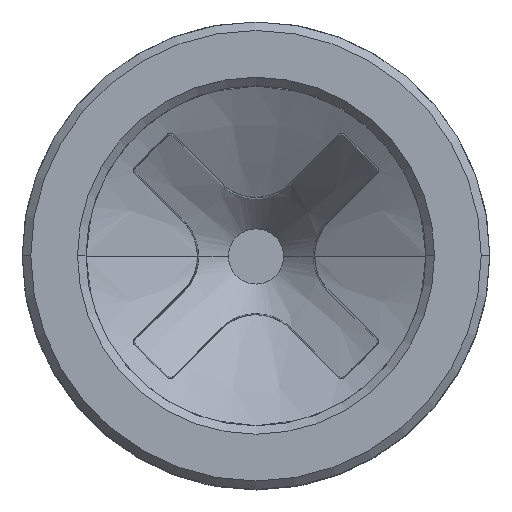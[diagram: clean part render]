
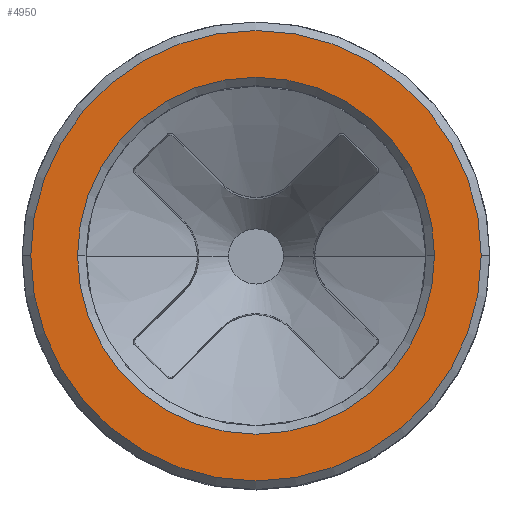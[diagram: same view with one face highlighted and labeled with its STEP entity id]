
A CAD part, top view. The second image highlights one B-rep face of the part: STEP entity #4950.
In plain terms, the highlighted planar face has unit normal (0, 0, 1).
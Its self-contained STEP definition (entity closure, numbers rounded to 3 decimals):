
#974 = CARTESIAN_POINT ( 'NONE',  ( 269.745, 283.969, 0. ) ) ;
#975 = DIRECTION ( 'NONE',  ( 1., 0., 0. ) ) ;
#976 = DIRECTION ( 'NONE',  ( 0., 0., 1. ) ) ;
#977 = CARTESIAN_POINT ( 'NONE',  ( 265.545, 283.969, 0. ) ) ;
#978 = AXIS2_PLACEMENT_3D ( 'NONE', #977, #976, #975 ) ;
#979 = CIRCLE ( 'NONE', #978, 4.2 ) ;
#980 = CARTESIAN_POINT ( 'NONE',  ( 261.345, 283.969, 0. ) ) ;
#4950 = ADVANCED_FACE ( 'NONE', ( #8094, #8093 ), #8030, .F. ) ;
#4951 = EDGE_LOOP ( 'NONE', ( #4952, #4953 ) ) ;
#4952 = ORIENTED_EDGE ( 'NONE', *, *, #5435, .F. ) ;
#4953 = ORIENTED_EDGE ( 'NONE', *, *, #6288, .F. ) ;
#4954 = EDGE_LOOP ( 'NONE', ( #4955, #4956 ) ) ;
#4955 = ORIENTED_EDGE ( 'NONE', *, *, #5887, .F. ) ;
#4956 = ORIENTED_EDGE ( 'NONE', *, *, #4957, .F. ) ;
#4957 = EDGE_CURVE ( 'NONE', #5888, #5978, #8025, .T. ) ;
#5435 = EDGE_CURVE ( 'NONE', #6289, #6286, #9252, .T. ) ;
#5887 = EDGE_CURVE ( 'NONE', #5978, #5888, #11203, .T. ) ;
#5888 = VERTEX_POINT ( 'NONE', #11198 ) ;
#5978 = VERTEX_POINT ( 'NONE', #11501 ) ;
#6286 = VERTEX_POINT ( 'NONE', #980 ) ;
#6288 = EDGE_CURVE ( 'NONE', #6286, #6289, #979, .T. ) ;
#6289 = VERTEX_POINT ( 'NONE', #974 ) ;
#8021 = DIRECTION ( 'NONE',  ( -1., 0., 0. ) ) ;
#8022 = DIRECTION ( 'NONE',  ( 0., 0., -1. ) ) ;
#8023 = CARTESIAN_POINT ( 'NONE',  ( 265.545, 283.969, 0. ) ) ;
#8024 = AXIS2_PLACEMENT_3D ( 'NONE', #8023, #8022, #8021 ) ;
#8025 = CIRCLE ( 'NONE', #8024, 5.3 ) ;
#8026 = DIRECTION ( 'NONE',  ( -1., 0., 0. ) ) ;
#8027 = DIRECTION ( 'NONE',  ( 0., 0., -1. ) ) ;
#8028 = CARTESIAN_POINT ( 'NONE',  ( 265.545, 283.969, 0. ) ) ;
#8029 = AXIS2_PLACEMENT_3D ( 'NONE', #8028, #8027, #8026 ) ;
#8030 = PLANE ( 'NONE',  #8029 ) ;
#8093 = FACE_OUTER_BOUND ( 'NONE', #4954, .T. ) ;
#8094 = FACE_BOUND ( 'NONE', #4951, .T. ) ;
#9248 = DIRECTION ( 'NONE',  ( 1., 0., 0. ) ) ;
#9249 = DIRECTION ( 'NONE',  ( 0., 0., 1. ) ) ;
#9250 = CARTESIAN_POINT ( 'NONE',  ( 265.545, 283.969, 0. ) ) ;
#9251 = AXIS2_PLACEMENT_3D ( 'NONE', #9250, #9249, #9248 ) ;
#9252 = CIRCLE ( 'NONE', #9251, 4.2 ) ;
#11198 = CARTESIAN_POINT ( 'NONE',  ( 270.845, 283.969, 0. ) ) ;
#11199 = DIRECTION ( 'NONE',  ( -1., 0., 0. ) ) ;
#11200 = DIRECTION ( 'NONE',  ( 0., 0., -1. ) ) ;
#11201 = CARTESIAN_POINT ( 'NONE',  ( 265.545, 283.969, 0. ) ) ;
#11202 = AXIS2_PLACEMENT_3D ( 'NONE', #11201, #11200, #11199 ) ;
#11203 = CIRCLE ( 'NONE', #11202, 5.3 ) ;
#11501 = CARTESIAN_POINT ( 'NONE',  ( 260.245, 283.969, 0. ) ) ;
